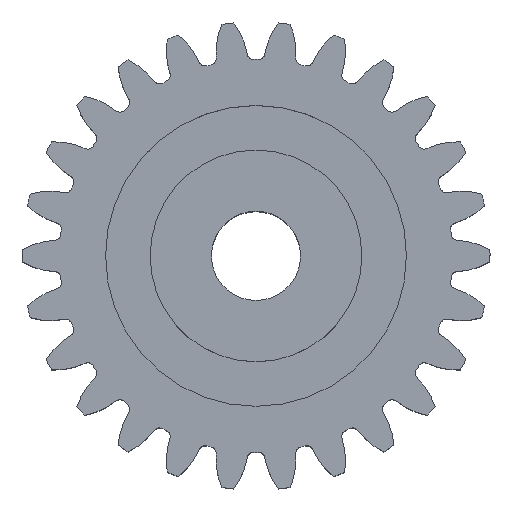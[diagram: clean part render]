
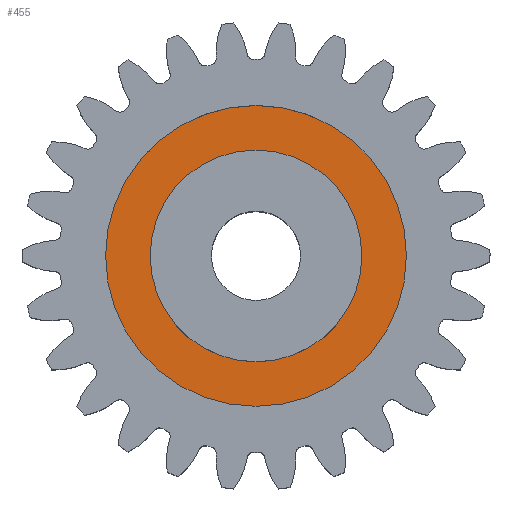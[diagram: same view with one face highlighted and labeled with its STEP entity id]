
A CAD part, top view. The second image highlights one B-rep face of the part: STEP entity #455.
In plain terms, the highlighted planar face has unit normal (0, 0, 1).
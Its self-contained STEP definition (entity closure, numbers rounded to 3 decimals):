
#410 = EDGE_CURVE ( 'NONE', #5651, #4880, #1330, .T. ) ;
#411 = EDGE_CURVE ( 'NONE', #4881, #4897, #1336, .T. ) ;
#415 = EDGE_LOOP ( 'NONE', ( #457, #449 ) ) ;
#447 = EDGE_LOOP ( 'NONE', ( #459, #456 ) ) ;
#449 = ORIENTED_EDGE ( 'NONE', *, *, #411, .T. ) ;
#455 = ADVANCED_FACE ( 'NONE', ( #1104, #1157 ), #1152, .F. ) ;
#456 = ORIENTED_EDGE ( 'NONE', *, *, #4779, .F. ) ;
#457 = ORIENTED_EDGE ( 'NONE', *, *, #4893, .T. ) ;
#459 = ORIENTED_EDGE ( 'NONE', *, *, #410, .F. ) ;
#1104 = FACE_BOUND ( 'NONE', #415, .T. ) ;
#1105 = DIRECTION ( 'NONE',  ( 0., 0., -1. ) ) ;
#1106 = CARTESIAN_POINT ( 'NONE',  ( 0., 0., 8.5 ) ) ;
#1151 = DIRECTION ( 'NONE',  ( -1., 0., 0. ) ) ;
#1152 = PLANE ( 'NONE',  #1159 ) ;
#1157 = FACE_OUTER_BOUND ( 'NONE', #447, .T. ) ;
#1159 = AXIS2_PLACEMENT_3D ( 'NONE', #1106, #1105, #1151 ) ;
#1315 = DIRECTION ( 'NONE',  ( -1., 0., 0. ) ) ;
#1316 = DIRECTION ( 'NONE',  ( 0., 0., -1. ) ) ;
#1320 = AXIS2_PLACEMENT_3D ( 'NONE', #1342, #1316, #1315 ) ;
#1321 = DIRECTION ( 'NONE',  ( -1., 0., 0. ) ) ;
#1322 = DIRECTION ( 'NONE',  ( 0., 0., -1. ) ) ;
#1323 = CARTESIAN_POINT ( 'NONE',  ( 0., 0., 8.5 ) ) ;
#1325 = AXIS2_PLACEMENT_3D ( 'NONE', #1323, #1322, #1321 ) ;
#1330 = CIRCLE ( 'NONE', #1325, 13.5 ) ;
#1336 = CIRCLE ( 'NONE', #1320, 9.5 ) ;
#1342 = CARTESIAN_POINT ( 'NONE',  ( 0., 0., 8.5 ) ) ;
#1371 = DIRECTION ( 'NONE',  ( -1., 0., 0. ) ) ;
#1372 = DIRECTION ( 'NONE',  ( 0., 0., -1. ) ) ;
#1373 = CARTESIAN_POINT ( 'NONE',  ( 0., 0., 8.5 ) ) ;
#1531 = AXIS2_PLACEMENT_3D ( 'NONE', #1373, #1372, #1371 ) ;
#1533 = CIRCLE ( 'NONE', #1531, 13.5 ) ;
#1741 = CARTESIAN_POINT ( 'NONE',  ( 9.5, 0., 8.5 ) ) ;
#1752 = CARTESIAN_POINT ( 'NONE',  ( 13.5, 0., 8.5 ) ) ;
#1768 = CARTESIAN_POINT ( 'NONE',  ( -9.5, 0., 8.5 ) ) ;
#1775 = DIRECTION ( 'NONE',  ( -1., 0., 0. ) ) ;
#1776 = AXIS2_PLACEMENT_3D ( 'NONE', #1780, #1790, #1775 ) ;
#1780 = CARTESIAN_POINT ( 'NONE',  ( 0., 0., 8.5 ) ) ;
#1782 = CIRCLE ( 'NONE', #1776, 9.5 ) ;
#1790 = DIRECTION ( 'NONE',  ( 0., 0., -1. ) ) ;
#2963 = CARTESIAN_POINT ( 'NONE',  ( -13.5, 0., 8.5 ) ) ;
#4779 = EDGE_CURVE ( 'NONE', #4880, #5651, #1533, .T. ) ;
#4880 = VERTEX_POINT ( 'NONE', #1752 ) ;
#4881 = VERTEX_POINT ( 'NONE', #1741 ) ;
#4893 = EDGE_CURVE ( 'NONE', #4897, #4881, #1782, .T. ) ;
#4897 = VERTEX_POINT ( 'NONE', #1768 ) ;
#5651 = VERTEX_POINT ( 'NONE', #2963 ) ;
